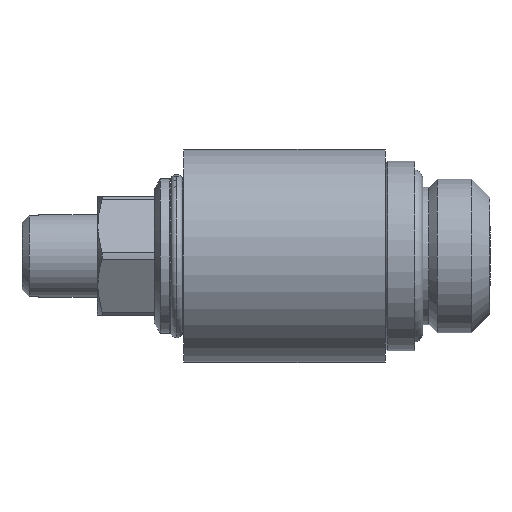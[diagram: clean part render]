
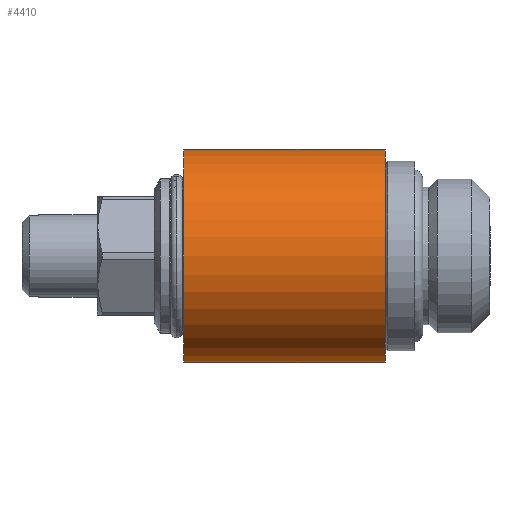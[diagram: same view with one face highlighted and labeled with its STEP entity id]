
A CAD part, left-side view. The second image highlights one B-rep face of the part: STEP entity #4410.
In plain terms, the highlighted cylindrical face has radius 9 mm (diameter 18 mm), a partial arc.
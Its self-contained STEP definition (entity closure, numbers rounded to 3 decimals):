
#1010 = CARTESIAN_POINT ( 'NONE',  ( 0., 9.2, -9. ) ) ;
#1014 = CARTESIAN_POINT ( 'NONE',  ( 0., 9.2, 9. ) ) ;
#1182 = CARTESIAN_POINT ( 'NONE',  ( 0., 26.2, -9. ) ) ;
#1196 = CARTESIAN_POINT ( 'NONE',  ( 0., 26.2, 9. ) ) ;
#1207 = DIRECTION ( 'NONE',  ( 0., 1., 0. ) ) ;
#1208 = VECTOR ( 'NONE', #1207, 1000. ) ;
#1209 = CARTESIAN_POINT ( 'NONE',  ( 0., 32.286, -9. ) ) ;
#1210 = LINE ( 'NONE', #1209, #1208 ) ;
#1212 = DIRECTION ( 'NONE',  ( 0., 1., 0. ) ) ;
#1213 = VECTOR ( 'NONE', #1212, 1000. ) ;
#1214 = CARTESIAN_POINT ( 'NONE',  ( 0., 32.286, 9. ) ) ;
#1303 = LINE ( 'NONE', #1214, #1213 ) ;
#1994 = DIRECTION ( 'NONE',  ( 0., 1., 0. ) ) ;
#1995 = DIRECTION ( 'NONE',  ( 0., 0., 1. ) ) ;
#2138 = CIRCLE ( 'NONE', #2172, 9. ) ;
#2139 = DIRECTION ( 'NONE',  ( 0., 0., 1. ) ) ;
#2140 = DIRECTION ( 'NONE',  ( 0., 1., 0. ) ) ;
#2141 = CARTESIAN_POINT ( 'NONE',  ( 0., 26.2, 0. ) ) ;
#2142 = AXIS2_PLACEMENT_3D ( 'NONE', #2141, #2140, #2139 ) ;
#2143 = CIRCLE ( 'NONE', #2142, 9. ) ;
#2144 = CYLINDRICAL_SURFACE ( 'NONE', #2146, 9. ) ;
#2145 = CARTESIAN_POINT ( 'NONE',  ( 0., 32.286, 0. ) ) ;
#2146 = AXIS2_PLACEMENT_3D ( 'NONE', #2145, #1994, #1995 ) ;
#2151 = FACE_OUTER_BOUND ( 'NONE', #4416, .T. ) ;
#2155 = CARTESIAN_POINT ( 'NONE',  ( 0., 9.2, 0. ) ) ;
#2157 = DIRECTION ( 'NONE',  ( 0., -1., 0. ) ) ;
#2172 = AXIS2_PLACEMENT_3D ( 'NONE', #2155, #2157, #2173 ) ;
#2173 = DIRECTION ( 'NONE',  ( 0., 0., -1. ) ) ;
#3900 = VERTEX_POINT ( 'NONE', #1010 ) ;
#3931 = VERTEX_POINT ( 'NONE', #1014 ) ;
#3960 = VERTEX_POINT ( 'NONE', #1182 ) ;
#3965 = EDGE_CURVE ( 'NONE', #3900, #3960, #1210, .T. ) ;
#3967 = EDGE_CURVE ( 'NONE', #3931, #3971, #1303, .T. ) ;
#3971 = VERTEX_POINT ( 'NONE', #1196 ) ;
#4343 = ORIENTED_EDGE ( 'NONE', *, *, #3965, .F. ) ;
#4344 = ORIENTED_EDGE ( 'NONE', *, *, #4382, .F. ) ;
#4369 = ORIENTED_EDGE ( 'NONE', *, *, #3967, .T. ) ;
#4382 = EDGE_CURVE ( 'NONE', #3931, #3900, #2138, .T. ) ;
#4398 = EDGE_CURVE ( 'NONE', #3960, #3971, #2143, .T. ) ;
#4399 = ORIENTED_EDGE ( 'NONE', *, *, #4398, .F. ) ;
#4410 = ADVANCED_FACE ( 'NONE', ( #2151 ), #2144, .T. ) ;
#4416 = EDGE_LOOP ( 'NONE', ( #4343, #4344, #4369, #4399 ) ) ;
